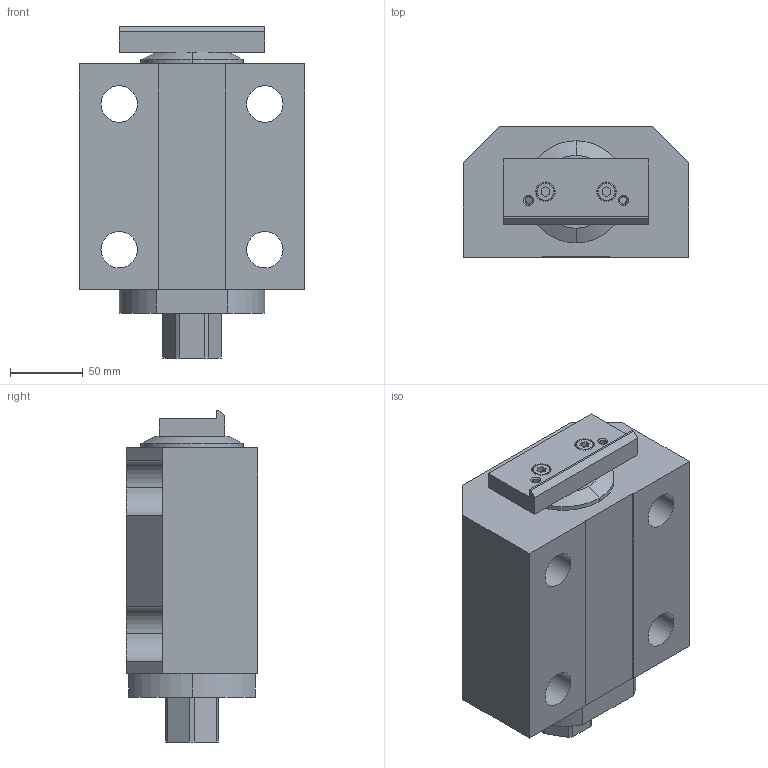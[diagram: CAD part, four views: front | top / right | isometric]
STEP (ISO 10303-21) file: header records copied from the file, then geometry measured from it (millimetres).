
FILE_DESCRIPTION(('STEP AP214'),'1');
FILE_NAME('HALDERN_EH_23231_0010.stp','2017-08-10T07:30:01',('TraceParts'),('TraceParts S.A.'),'Spatial InterOp 3D',' ',' ');
FILE_SCHEMA(('automotive_design'));
Length unit declared in the file: millimetre
Products named in the file (2): HALDERN_EH_23231_0010_1; HALDERN_EH_23231_0010_2
Bounding box: 155 x 90 x 227.8 mm (x, y, z)
Volume: 2004316.5 mm3; surface area: 224508.4 mm2
Topology: 2 solids, 2 shells, 158 faces, 392 edges, 253 vertices
Faces by surface type: plane 80, cylinder 62, cone 12, torus 4
Entity records: 6046 total; most frequent: DIRECTION 875, CARTESIAN_POINT 805, ORIENTED_EDGE 784, EDGE_CURVE 392, AXIS2_PLACEMENT_3D 323, VERTEX_POINT 253, LINE 229, VECTOR 229
